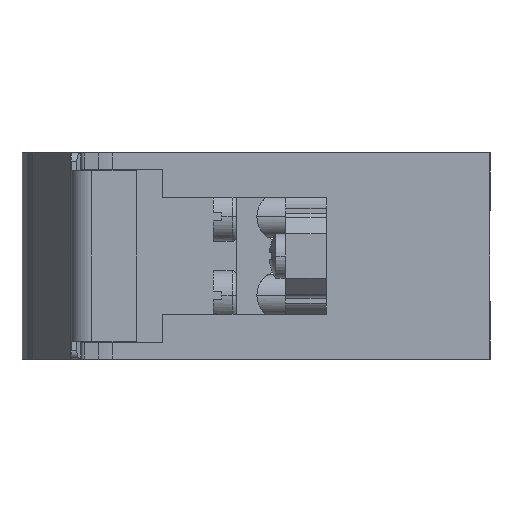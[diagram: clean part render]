
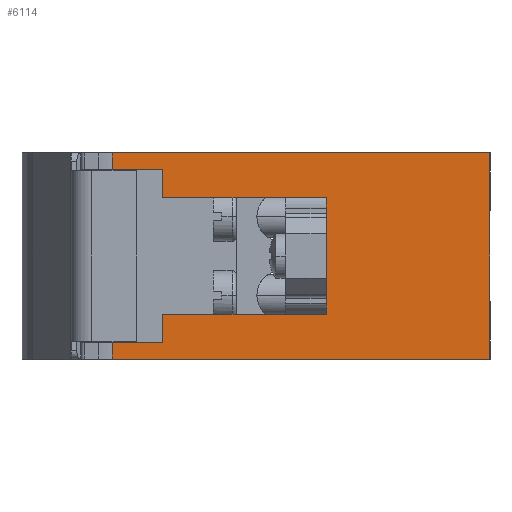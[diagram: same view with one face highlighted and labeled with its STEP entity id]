
A CAD part, left-side view. The second image highlights one B-rep face of the part: STEP entity #6114.
In plain terms, the highlighted planar face has unit normal (-1, 0, 0).
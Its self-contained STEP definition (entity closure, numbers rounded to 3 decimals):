
#478=DIRECTION('',(0.,0.,-1.));
#479=VECTOR('',#478,2.35);
#480=CARTESIAN_POINT('',(-21.,20.,-4.75));
#481=LINE('',#480,#479);
#494=DIRECTION('',(0.,0.,-1.));
#495=VECTOR('',#494,2.35);
#496=CARTESIAN_POINT('',(-21.,20.,7.1));
#497=LINE('',#496,#495);
#594=DIRECTION('',(0.,0.,1.));
#595=VECTOR('',#594,9.5);
#596=CARTESIAN_POINT('',(-21.,20.,-4.75));
#597=LINE('',#596,#595);
#598=DIRECTION('',(0.,1.,0.));
#599=VECTOR('',#598,6.172);
#600=CARTESIAN_POINT('',(-21.,40.,10.6));
#601=LINE('',#600,#599);
#602=DIRECTION('',(0.,0.,1.));
#603=VECTOR('',#602,2.);
#604=CARTESIAN_POINT('',(-21.,46.172,10.6));
#605=LINE('',#604,#603);
#606=DIRECTION('',(0.,-1.,0.));
#607=VECTOR('',#606,46.172);
#608=CARTESIAN_POINT('',(-21.,46.172,12.6));
#609=LINE('',#608,#607);
#610=DIRECTION('',(0.,1.,0.));
#611=VECTOR('',#610,46.172);
#612=CARTESIAN_POINT('',(-21.,0.,-12.6));
#613=LINE('',#612,#611);
#614=DIRECTION('',(0.,-1.,0.));
#615=VECTOR('',#614,6.172);
#616=CARTESIAN_POINT('',(-21.,46.172,-10.6));
#617=LINE('',#616,#615);
#622=DIRECTION('',(0.,-1.,0.));
#623=VECTOR('',#622,20.);
#624=CARTESIAN_POINT('',(-21.,40.,7.1));
#625=LINE('',#624,#623);
#634=DIRECTION('',(0.,0.,-1.));
#635=VECTOR('',#634,3.5);
#636=CARTESIAN_POINT('',(-21.,40.,10.6));
#637=LINE('',#636,#635);
#2636=DIRECTION('',(0.,0.,1.));
#2637=VECTOR('',#2636,25.2);
#2638=CARTESIAN_POINT('',(-21.,0.,-12.6));
#2639=LINE('',#2638,#2637);
#2846=DIRECTION('',(0.,0.,-1.));
#2847=VECTOR('',#2846,2.);
#2848=CARTESIAN_POINT('',(-21.,46.172,-10.6));
#2849=LINE('',#2848,#2847);
#2975=DIRECTION('',(0.,0.,-1.));
#2976=VECTOR('',#2975,3.5);
#2977=CARTESIAN_POINT('',(-21.,40.,-7.1));
#2978=LINE('',#2977,#2976);
#2999=DIRECTION('',(0.,1.,0.));
#3000=VECTOR('',#2999,20.);
#3001=CARTESIAN_POINT('',(-21.,20.,-7.1));
#3002=LINE('',#3001,#3000);
#4298=CARTESIAN_POINT('',(-21.,46.172,-12.6));
#4299=VERTEX_POINT('',#4298);
#4300=CARTESIAN_POINT('',(-21.,0.,-12.6));
#4301=VERTEX_POINT('',#4300);
#4336=CARTESIAN_POINT('',(-21.,46.172,-10.6));
#4338=VERTEX_POINT('',#4336);
#4414=CARTESIAN_POINT('',(-21.,0.,12.6));
#4415=VERTEX_POINT('',#4414);
#4416=CARTESIAN_POINT('',(-21.,46.172,12.6));
#4417=VERTEX_POINT('',#4416);
#4462=CARTESIAN_POINT('',(-21.,46.172,10.6));
#4463=VERTEX_POINT('',#4462);
#4465=CARTESIAN_POINT('',(-21.,40.,10.6));
#4467=VERTEX_POINT('',#4465);
#4476=CARTESIAN_POINT('',(-21.,40.,-10.6));
#4477=VERTEX_POINT('',#4476);
#4478=CARTESIAN_POINT('',(-21.,40.,-7.1));
#4479=VERTEX_POINT('',#4478);
#4480=CARTESIAN_POINT('',(-21.,20.,-7.1));
#4481=VERTEX_POINT('',#4480);
#4482=CARTESIAN_POINT('',(-21.,40.,7.1));
#4483=CARTESIAN_POINT('',(-21.,20.,7.1));
#4484=VERTEX_POINT('',#4482);
#4485=VERTEX_POINT('',#4483);
#5358=CARTESIAN_POINT('',(-21.,20.,-4.75));
#5359=CARTESIAN_POINT('',(-21.,20.,4.75));
#5360=VERTEX_POINT('',#5358);
#5361=VERTEX_POINT('',#5359);
#6082=CARTESIAN_POINT('',(-21.,23.086,0.));
#6083=DIRECTION('',(1.,0.,0.));
#6084=DIRECTION('',(0.,-1.,0.));
#6085=AXIS2_PLACEMENT_3D('',#6082,#6083,#6084);
#6086=PLANE('',#6085);
#6087=ORIENTED_EDGE('',*,*,#6062,.T.);
#6088=ORIENTED_EDGE('',*,*,#5916,.F.);
#6090=ORIENTED_EDGE('',*,*,#6089,.F.);
#6092=ORIENTED_EDGE('',*,*,#6091,.F.);
#6094=ORIENTED_EDGE('',*,*,#6093,.T.);
#6096=ORIENTED_EDGE('',*,*,#6095,.T.);
#6098=ORIENTED_EDGE('',*,*,#6097,.T.);
#6100=ORIENTED_EDGE('',*,*,#6099,.F.);
#6102=ORIENTED_EDGE('',*,*,#6101,.T.);
#6104=ORIENTED_EDGE('',*,*,#6103,.F.);
#6106=ORIENTED_EDGE('',*,*,#6105,.T.);
#6108=ORIENTED_EDGE('',*,*,#6107,.F.);
#6110=ORIENTED_EDGE('',*,*,#6109,.F.);
#6111=ORIENTED_EDGE('',*,*,#5900,.F.);
#6112=EDGE_LOOP('',(#6087,#6088,#6090,#6092,#6094,#6096,#6098,#6100,#6102,#6104,
#6106,#6108,#6110,#6111));
#6113=FACE_OUTER_BOUND('',#6112,.F.);
#5900=EDGE_CURVE('',#5360,#4481,#481,.T.);
#5916=EDGE_CURVE('',#4485,#5361,#497,.T.);
#6062=EDGE_CURVE('',#5360,#5361,#597,.T.);
#6089=EDGE_CURVE('',#4484,#4485,#625,.T.);
#6091=EDGE_CURVE('',#4467,#4484,#637,.T.);
#6093=EDGE_CURVE('',#4467,#4463,#601,.T.);
#6095=EDGE_CURVE('',#4463,#4417,#605,.T.);
#6097=EDGE_CURVE('',#4417,#4415,#609,.T.);
#6099=EDGE_CURVE('',#4301,#4415,#2639,.T.);
#6101=EDGE_CURVE('',#4301,#4299,#613,.T.);
#6103=EDGE_CURVE('',#4338,#4299,#2849,.T.);
#6105=EDGE_CURVE('',#4338,#4477,#617,.T.);
#6107=EDGE_CURVE('',#4479,#4477,#2978,.T.);
#6109=EDGE_CURVE('',#4481,#4479,#3002,.T.);
#6114=ADVANCED_FACE('',(#6113),#6086,.F.);
